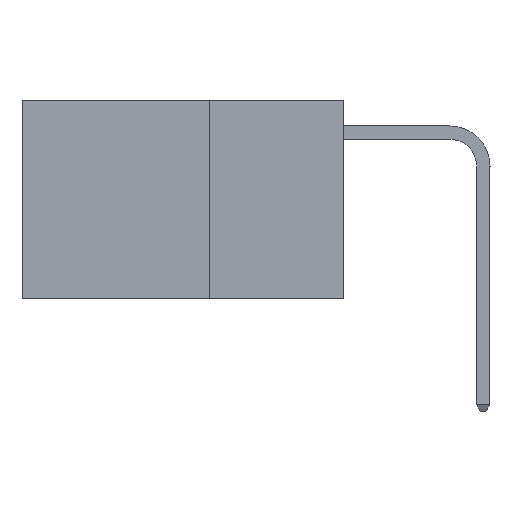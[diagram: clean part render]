
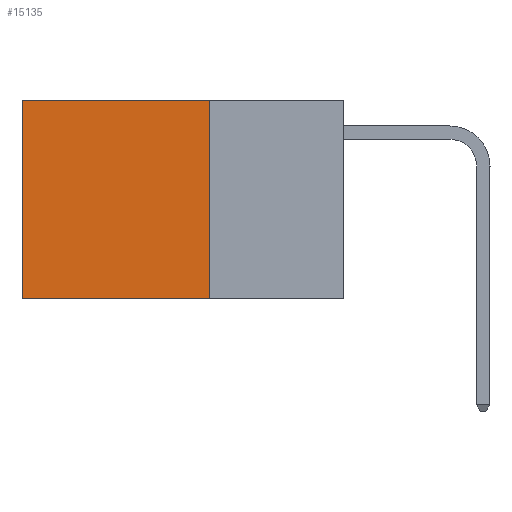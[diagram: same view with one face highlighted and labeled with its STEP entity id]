
A CAD part, left-side view. The second image highlights one B-rep face of the part: STEP entity #15135.
In plain terms, the highlighted planar face has unit normal (-1, 0, 0).
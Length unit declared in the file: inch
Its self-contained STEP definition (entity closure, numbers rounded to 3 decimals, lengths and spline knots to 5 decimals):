
#176 = DIRECTION ( 'NONE',  ( 1., 0., 0. ) ) ;
#393 = ORIENTED_EDGE ( 'NONE', *, *, #23802, .F. ) ;
#546 = CARTESIAN_POINT ( 'NONE',  ( 0.2625, 0.25, -0.37 ) ) ;
#1880 = AXIS2_PLACEMENT_3D ( 'NONE', #4896, #176, #16971 ) ;
#1945 = EDGE_LOOP ( 'NONE', ( #10149, #393, #25219, #5808 ) ) ;
#2146 = LINE ( 'NONE', #30505, #20346 ) ;
#2192 = VERTEX_POINT ( 'NONE', #3788 ) ;
#3033 = DIRECTION ( 'NONE',  ( 0., 1., 0. ) ) ;
#3788 = CARTESIAN_POINT ( 'NONE',  ( 0.2625, 0.25, 0. ) ) ;
#4437 = EDGE_CURVE ( 'NONE', #23091, #18599, #13168, .T. ) ;
#4896 = CARTESIAN_POINT ( 'NONE',  ( 0.2625, 0.25, 0. ) ) ;
#5808 = ORIENTED_EDGE ( 'NONE', *, *, #26743, .T. ) ;
#6044 = EDGE_CURVE ( 'NONE', #2192, #28638, #6386, .T. ) ;
#6386 = LINE ( 'NONE', #19696, #18225 ) ;
#6855 = VECTOR ( 'NONE', #9989, 39.37008 ) ;
#9989 = DIRECTION ( 'NONE',  ( 0., 0., -1. ) ) ;
#10149 = ORIENTED_EDGE ( 'NONE', *, *, #4437, .T. ) ;
#10374 = DIRECTION ( 'NONE',  ( 0., 0., -1. ) ) ;
#13168 = LINE ( 'NONE', #24027, #6855 ) ;
#14034 = CARTESIAN_POINT ( 'NONE',  ( 0.2625, 0.6, 0. ) ) ;
#15135 = ADVANCED_FACE ( 'NONE', ( #24297 ), #28587, .F. ) ;
#16928 = VECTOR ( 'NONE', #3033, 39.37008 ) ;
#16971 = DIRECTION ( 'NONE',  ( 0., 0., -1. ) ) ;
#18225 = VECTOR ( 'NONE', #10374, 39.37008 ) ;
#18599 = VERTEX_POINT ( 'NONE', #19360 ) ;
#18838 = DIRECTION ( 'NONE',  ( 0., 1., 0. ) ) ;
#19360 = CARTESIAN_POINT ( 'NONE',  ( 0.2625, 0.6, -0.37 ) ) ;
#19696 = CARTESIAN_POINT ( 'NONE',  ( 0.2625, 0.25, 0. ) ) ;
#20346 = VECTOR ( 'NONE', #18838, 39.37008 ) ;
#23084 = LINE ( 'NONE', #26599, #16928 ) ;
#23091 = VERTEX_POINT ( 'NONE', #14034 ) ;
#23802 = EDGE_CURVE ( 'NONE', #28638, #18599, #2146, .T. ) ;
#24027 = CARTESIAN_POINT ( 'NONE',  ( 0.2625, 0.6, 0. ) ) ;
#24297 = FACE_OUTER_BOUND ( 'NONE', #1945, .T. ) ;
#25219 = ORIENTED_EDGE ( 'NONE', *, *, #6044, .F. ) ;
#26599 = CARTESIAN_POINT ( 'NONE',  ( 0.2625, 0.25, 0. ) ) ;
#26743 = EDGE_CURVE ( 'NONE', #2192, #23091, #23084, .T. ) ;
#28587 = PLANE ( 'NONE',  #1880 ) ;
#28638 = VERTEX_POINT ( 'NONE', #546 ) ;
#30505 = CARTESIAN_POINT ( 'NONE',  ( 0.2625, 0.25, -0.37 ) ) ;
